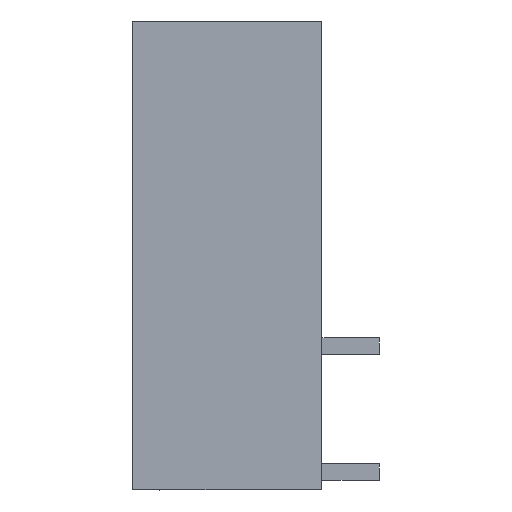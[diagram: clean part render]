
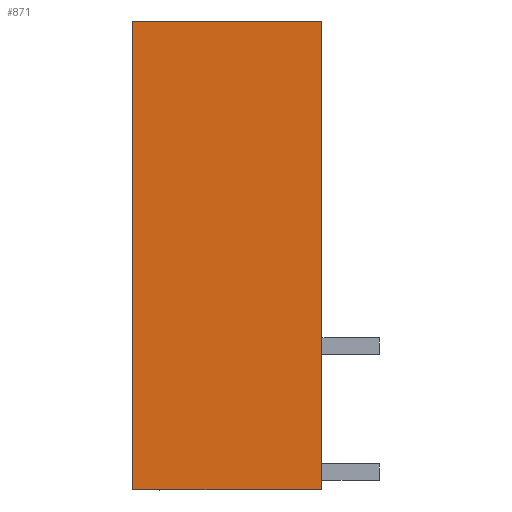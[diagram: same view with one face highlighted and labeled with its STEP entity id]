
A CAD part, left-side view. The second image highlights one B-rep face of the part: STEP entity #871.
In plain terms, the highlighted planar face has unit normal (-1, 0, 0).
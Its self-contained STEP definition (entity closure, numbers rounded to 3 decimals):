
#851=AXIS2_PLACEMENT_3D('Plane Axis2P3D',#848,#849,#850) ;
#42=CARTESIAN_POINT('Vertex',(0.,3.5,0.)) ;
#45=CARTESIAN_POINT('Line Origine',(0.,9.2,0.)) ;
#49=CARTESIAN_POINT('Vertex',(0.,14.9,0.)) ;
#704=CARTESIAN_POINT('Line Origine',(0.,14.9,14.15)) ;
#708=CARTESIAN_POINT('Vertex',(0.,14.9,28.3)) ;
#848=CARTESIAN_POINT('Axis2P3D Location',(0.,3.6,12.5)) ;
#853=CARTESIAN_POINT('Line Origine',(0.,3.5,14.15)) ;
#857=CARTESIAN_POINT('Vertex',(0.,3.5,28.3)) ;
#860=CARTESIAN_POINT('Line Origine',(0.,9.2,28.3)) ;
#46=DIRECTION('Vector Direction',(0.,-1.,0.)) ;
#705=DIRECTION('Vector Direction',(0.,0.,-1.)) ;
#849=DIRECTION('Axis2P3D Direction',(1.,0.,0.)) ;
#850=DIRECTION('Axis2P3D XDirection',(0.,1.,0.)) ;
#854=DIRECTION('Vector Direction',(0.,0.,1.)) ;
#861=DIRECTION('Vector Direction',(0.,1.,0.)) ;
#47=VECTOR('Line Direction',#46,1.) ;
#706=VECTOR('Line Direction',#705,1.) ;
#855=VECTOR('Line Direction',#854,1.) ;
#862=VECTOR('Line Direction',#861,1.) ;
#866=ORIENTED_EDGE('',*,*,#51,.T.) ;
#867=ORIENTED_EDGE('',*,*,#859,.T.) ;
#868=ORIENTED_EDGE('',*,*,#864,.T.) ;
#869=ORIENTED_EDGE('',*,*,#710,.T.) ;
#871=ADVANCED_FACE('HOUSING',(#870),#852,.F.) ;
#51=EDGE_CURVE('',#50,#43,#48,.T.) ;
#710=EDGE_CURVE('',#709,#50,#707,.T.) ;
#859=EDGE_CURVE('',#43,#858,#856,.T.) ;
#864=EDGE_CURVE('',#858,#709,#863,.T.) ;
#865=EDGE_LOOP('',(#866,#867,#868,#869)) ;
#870=FACE_OUTER_BOUND('',#865,.T.) ;
#48=LINE('Line',#45,#47) ;
#707=LINE('Line',#704,#706) ;
#856=LINE('Line',#853,#855) ;
#863=LINE('Line',#860,#862) ;
#852=PLANE('',#851) ;
#43=VERTEX_POINT('',#42) ;
#50=VERTEX_POINT('',#49) ;
#709=VERTEX_POINT('',#708) ;
#858=VERTEX_POINT('',#857) ;
